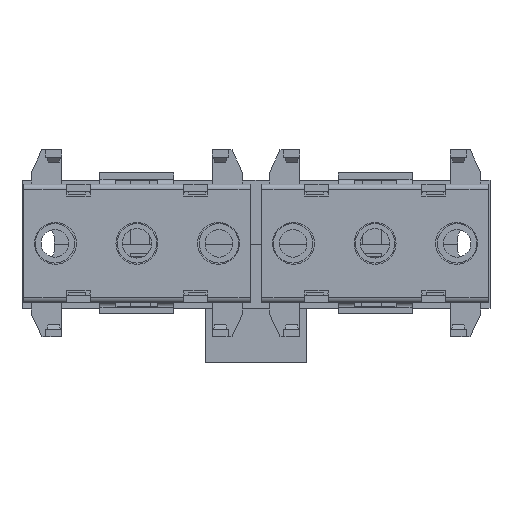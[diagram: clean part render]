
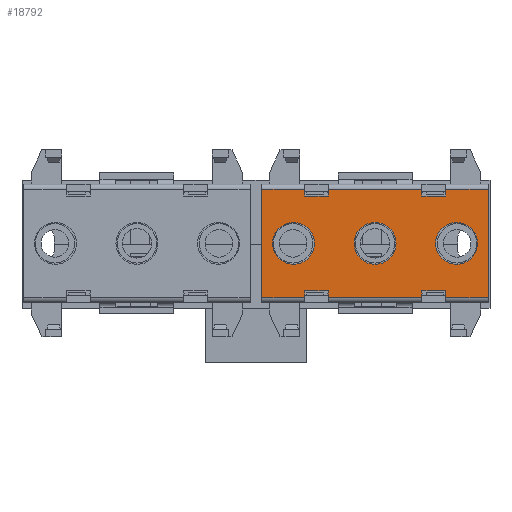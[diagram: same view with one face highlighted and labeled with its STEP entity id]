
A CAD part, front view. The second image highlights one B-rep face of the part: STEP entity #18792.
In plain terms, the highlighted face is planar.
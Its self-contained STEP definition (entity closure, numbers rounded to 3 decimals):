
#155=FACE_BOUND('',#1917,.T.);
#156=FACE_BOUND('',#1918,.T.);
#157=FACE_BOUND('',#1919,.T.);
#459=CIRCLE('',#19936,4.25);
#460=CIRCLE('',#19937,4.25);
#461=CIRCLE('',#19938,4.25);
#936=FACE_OUTER_BOUND('',#1916,.T.);
#1916=EDGE_LOOP('',(#13661,#13662,#13663,#13664,#13665,#13666,#13667,#13668,
#13669,#13670,#13671,#13672,#13673,#13674,#13675,#13676,#13677,#13678,#13679,
#13680));
#1917=EDGE_LOOP('',(#13681));
#1918=EDGE_LOOP('',(#13682));
#1919=EDGE_LOOP('',(#13683));
#3455=LINE('',#27497,#5830);
#3462=LINE('',#27511,#5837);
#3470=LINE('',#27527,#5845);
#3476=LINE('',#27542,#5851);
#3480=LINE('',#27554,#5855);
#3486=LINE('',#27563,#5861);
#3487=LINE('',#27565,#5862);
#3488=LINE('',#27567,#5863);
#3489=LINE('',#27569,#5864);
#3490=LINE('',#27571,#5865);
#3491=LINE('',#27573,#5866);
#3492=LINE('',#27575,#5867);
#3493=LINE('',#27577,#5868);
#3494=LINE('',#27579,#5869);
#3495=LINE('',#27581,#5870);
#3496=LINE('',#27583,#5871);
#3497=LINE('',#27585,#5872);
#3498=LINE('',#27587,#5873);
#3499=LINE('',#27589,#5874);
#3500=LINE('',#27590,#5875);
#5830=VECTOR('',#22438,10.);
#5837=VECTOR('',#22447,10.);
#5845=VECTOR('',#22461,10.);
#5851=VECTOR('',#22471,10.);
#5855=VECTOR('',#22481,10.);
#5861=VECTOR('',#22489,10.);
#5862=VECTOR('',#22492,10.);
#5863=VECTOR('',#22493,10.);
#5864=VECTOR('',#22494,10.);
#5865=VECTOR('',#22495,10.);
#5866=VECTOR('',#22496,10.);
#5867=VECTOR('',#22497,10.);
#5868=VECTOR('',#22498,10.);
#5869=VECTOR('',#22499,10.);
#5870=VECTOR('',#22500,10.);
#5871=VECTOR('',#22501,10.);
#5872=VECTOR('',#22502,10.);
#5873=VECTOR('',#22503,10.);
#5874=VECTOR('',#22504,10.);
#5875=VECTOR('',#22505,10.);
#7992=VERTEX_POINT('',#27493);
#7994=VERTEX_POINT('',#27496);
#8000=VERTEX_POINT('',#27510);
#8004=VERTEX_POINT('',#27521);
#8007=VERTEX_POINT('',#27530);
#8012=VERTEX_POINT('',#27540);
#8015=VERTEX_POINT('',#27550);
#8017=VERTEX_POINT('',#27553);
#8020=VERTEX_POINT('',#27566);
#8021=VERTEX_POINT('',#27568);
#8022=VERTEX_POINT('',#27570);
#8023=VERTEX_POINT('',#27572);
#8024=VERTEX_POINT('',#27574);
#8025=VERTEX_POINT('',#27576);
#8026=VERTEX_POINT('',#27578);
#8027=VERTEX_POINT('',#27580);
#8028=VERTEX_POINT('',#27582);
#8029=VERTEX_POINT('',#27584);
#8030=VERTEX_POINT('',#27586);
#8031=VERTEX_POINT('',#27588);
#8032=VERTEX_POINT('',#27591);
#8033=VERTEX_POINT('',#27593);
#8034=VERTEX_POINT('',#27595);
#10055=EDGE_CURVE('',#7994,#7992,#3455,.T.);
#10062=EDGE_CURVE('',#8000,#7994,#3462,.T.);
#10071=EDGE_CURVE('',#8004,#8000,#3470,.T.);
#10078=EDGE_CURVE('',#8007,#8012,#3476,.T.);
#10083=EDGE_CURVE('',#8017,#8015,#3480,.T.);
#10089=EDGE_CURVE('',#8012,#8017,#3486,.T.);
#10090=EDGE_CURVE('',#7992,#8007,#3487,.T.);
#10091=EDGE_CURVE('',#8015,#8020,#3488,.T.);
#10092=EDGE_CURVE('',#8021,#8020,#3489,.T.);
#10093=EDGE_CURVE('',#8022,#8021,#3490,.T.);
#10094=EDGE_CURVE('',#8022,#8023,#3491,.T.);
#10095=EDGE_CURVE('',#8023,#8024,#3492,.T.);
#10096=EDGE_CURVE('',#8024,#8025,#3493,.T.);
#10097=EDGE_CURVE('',#8026,#8025,#3494,.T.);
#10098=EDGE_CURVE('',#8026,#8027,#3495,.T.);
#10099=EDGE_CURVE('',#8027,#8028,#3496,.T.);
#10100=EDGE_CURVE('',#8028,#8029,#3497,.T.);
#10101=EDGE_CURVE('',#8030,#8029,#3498,.T.);
#10102=EDGE_CURVE('',#8031,#8030,#3499,.T.);
#10103=EDGE_CURVE('',#8031,#8004,#3500,.T.);
#10104=EDGE_CURVE('',#8032,#8032,#459,.T.);
#10105=EDGE_CURVE('',#8033,#8033,#460,.T.);
#10106=EDGE_CURVE('',#8034,#8034,#461,.T.);
#13661=ORIENTED_EDGE('',*,*,#10071,.T.);
#13662=ORIENTED_EDGE('',*,*,#10062,.T.);
#13663=ORIENTED_EDGE('',*,*,#10055,.T.);
#13664=ORIENTED_EDGE('',*,*,#10090,.T.);
#13665=ORIENTED_EDGE('',*,*,#10078,.T.);
#13666=ORIENTED_EDGE('',*,*,#10089,.T.);
#13667=ORIENTED_EDGE('',*,*,#10083,.T.);
#13668=ORIENTED_EDGE('',*,*,#10091,.T.);
#13669=ORIENTED_EDGE('',*,*,#10092,.F.);
#13670=ORIENTED_EDGE('',*,*,#10093,.F.);
#13671=ORIENTED_EDGE('',*,*,#10094,.T.);
#13672=ORIENTED_EDGE('',*,*,#10095,.T.);
#13673=ORIENTED_EDGE('',*,*,#10096,.T.);
#13674=ORIENTED_EDGE('',*,*,#10097,.F.);
#13675=ORIENTED_EDGE('',*,*,#10098,.T.);
#13676=ORIENTED_EDGE('',*,*,#10099,.T.);
#13677=ORIENTED_EDGE('',*,*,#10100,.T.);
#13678=ORIENTED_EDGE('',*,*,#10101,.F.);
#13679=ORIENTED_EDGE('',*,*,#10102,.F.);
#13680=ORIENTED_EDGE('',*,*,#10103,.T.);
#13681=ORIENTED_EDGE('',*,*,#10104,.T.);
#13682=ORIENTED_EDGE('',*,*,#10105,.T.);
#13683=ORIENTED_EDGE('',*,*,#10106,.T.);
#17299=PLANE('',#19935);
#18792=ADVANCED_FACE('',(#936,#155,#156,#157),#17299,.T.);
#19935=AXIS2_PLACEMENT_3D('',#27564,#22490,#22491);
#19936=AXIS2_PLACEMENT_3D('',#27592,#22506,#22507);
#19937=AXIS2_PLACEMENT_3D('',#27594,#22508,#22509);
#19938=AXIS2_PLACEMENT_3D('',#27596,#22510,#22511);
#22438=DIRECTION('',(1.,0.,0.));
#22447=DIRECTION('',(0.,1.,0.));
#22461=DIRECTION('',(-1.,0.,0.));
#22471=DIRECTION('',(-1.,0.,0.));
#22481=DIRECTION('',(1.,0.,0.));
#22489=DIRECTION('',(0.,1.,0.));
#22490=DIRECTION('center_axis',(0.,0.,1.));
#22491=DIRECTION('ref_axis',(1.,0.,0.));
#22492=DIRECTION('',(0.,1.,0.));
#22493=DIRECTION('',(0.,1.,0.));
#22494=DIRECTION('',(1.,0.,0.));
#22495=DIRECTION('',(0.,1.,0.));
#22496=DIRECTION('',(1.,0.,0.));
#22497=DIRECTION('',(0.,-1.,0.));
#22498=DIRECTION('',(-1.,0.,0.));
#22499=DIRECTION('',(0.,1.,0.));
#22500=DIRECTION('',(1.,0.,0.));
#22501=DIRECTION('',(0.,-1.,0.));
#22502=DIRECTION('',(-1.,0.,0.));
#22503=DIRECTION('',(0.,1.,0.));
#22504=DIRECTION('',(-1.,0.,0.));
#22505=DIRECTION('',(0.,1.,0.));
#22506=DIRECTION('center_axis',(0.,0.,-1.));
#22507=DIRECTION('ref_axis',(1.,0.,0.));
#22508=DIRECTION('center_axis',(0.,0.,-1.));
#22509=DIRECTION('ref_axis',(1.,0.,0.));
#22510=DIRECTION('center_axis',(0.,0.,-1.));
#22511=DIRECTION('ref_axis',(1.,0.,0.));
#27493=CARTESIAN_POINT('',(11.,13.5,0.));
#27496=CARTESIAN_POINT('',(9.6,13.5,0.));
#27497=CARTESIAN_POINT('',(0.5,13.5,0.));
#27510=CARTESIAN_POINT('',(9.6,8.7,0.));
#27511=CARTESIAN_POINT('',(9.6,5.55,0.));
#27521=CARTESIAN_POINT('',(11.,8.7,0.));
#27527=CARTESIAN_POINT('',(0.5,8.7,0.));
#27530=CARTESIAN_POINT('',(11.,32.5,0.));
#27540=CARTESIAN_POINT('',(9.6,32.5,0.));
#27542=CARTESIAN_POINT('',(0.5,32.5,0.));
#27550=CARTESIAN_POINT('',(11.,37.3,0.));
#27553=CARTESIAN_POINT('',(9.6,37.3,0.));
#27554=CARTESIAN_POINT('',(0.5,37.3,0.));
#27563=CARTESIAN_POINT('',(9.6,17.45,0.));
#27564=CARTESIAN_POINT('Origin',(-11.,0.,0.));
#27565=CARTESIAN_POINT('',(11.,0.,0.));
#27566=CARTESIAN_POINT('',(11.,46.,0.));
#27567=CARTESIAN_POINT('',(11.,0.,0.));
#27568=CARTESIAN_POINT('',(-11.,46.,0.));
#27569=CARTESIAN_POINT('',(11.,46.,0.));
#27570=CARTESIAN_POINT('',(-11.,37.3,0.));
#27571=CARTESIAN_POINT('',(-11.,0.,0.));
#27572=CARTESIAN_POINT('',(-9.6,37.3,0.));
#27573=CARTESIAN_POINT('',(-11.5,37.3,0.));
#27574=CARTESIAN_POINT('',(-9.6,32.5,0.));
#27575=CARTESIAN_POINT('',(-9.6,17.45,0.));
#27576=CARTESIAN_POINT('',(-11.,32.5,0.));
#27577=CARTESIAN_POINT('',(-11.5,32.5,0.));
#27578=CARTESIAN_POINT('',(-11.,13.5,0.));
#27579=CARTESIAN_POINT('',(-11.,0.,0.));
#27580=CARTESIAN_POINT('',(-9.6,13.5,0.));
#27581=CARTESIAN_POINT('',(-11.5,13.5,0.));
#27582=CARTESIAN_POINT('',(-9.6,8.7,0.));
#27583=CARTESIAN_POINT('',(-9.6,5.55,0.));
#27584=CARTESIAN_POINT('',(-11.,8.7,0.));
#27585=CARTESIAN_POINT('',(-11.5,8.7,0.));
#27586=CARTESIAN_POINT('',(-11.,0.,0.));
#27587=CARTESIAN_POINT('',(-11.,0.,0.));
#27588=CARTESIAN_POINT('',(11.,0.,0.));
#27589=CARTESIAN_POINT('',(11.,0.,0.));
#27590=CARTESIAN_POINT('',(11.,0.,0.));
#27591=CARTESIAN_POINT('',(-4.25,23.,0.));
#27592=CARTESIAN_POINT('Origin',(0.,23.,0.));
#27593=CARTESIAN_POINT('',(-4.25,6.45,0.));
#27594=CARTESIAN_POINT('Origin',(0.,6.45,0.));
#27595=CARTESIAN_POINT('',(-4.25,39.55,0.));
#27596=CARTESIAN_POINT('Origin',(0.,39.55,0.));
